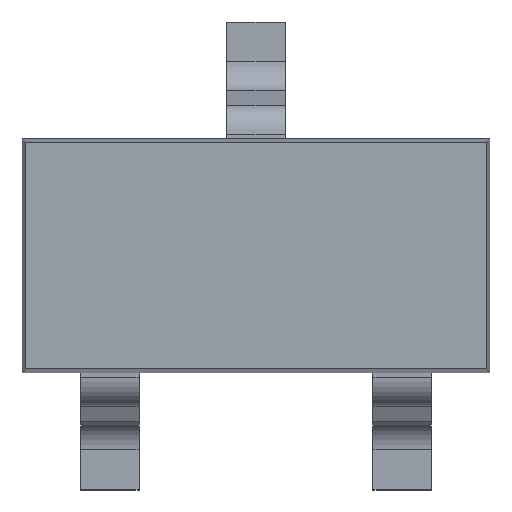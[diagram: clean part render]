
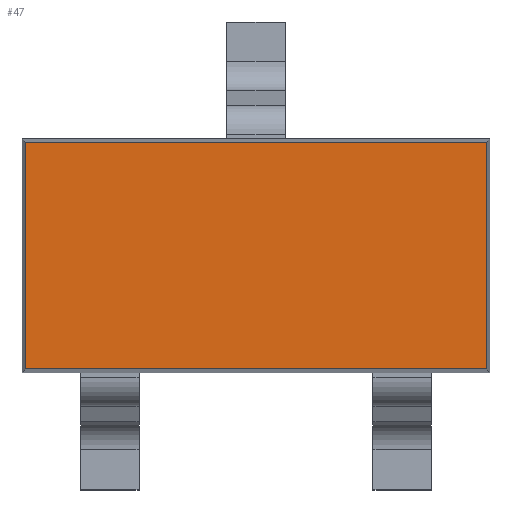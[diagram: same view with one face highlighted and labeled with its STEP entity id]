
A CAD part, top view. The second image highlights one B-rep face of the part: STEP entity #47.
In plain terms, the highlighted planar face has unit normal (0, 0, 1).
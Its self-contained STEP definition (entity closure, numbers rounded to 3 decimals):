
#47 = ADVANCED_FACE('',(#48),#82,.T.);
#48 = FACE_BOUND('',#49,.T.);
#49 = EDGE_LOOP('',(#50,#60,#68,#76));
#50 = ORIENTED_EDGE('',*,*,#51,.T.);
#51 = EDGE_CURVE('',#52,#54,#56,.T.);
#52 = VERTEX_POINT('',#53);
#53 = CARTESIAN_POINT('',(-0.787,0.387,0.75));
#54 = VERTEX_POINT('',#55);
#55 = CARTESIAN_POINT('',(-0.787,-0.387,0.75));
#56 = LINE('',#57,#58);
#57 = CARTESIAN_POINT('',(-0.787,-0.4,0.75));
#58 = VECTOR('',#59,1.);
#59 = DIRECTION('',(0.,-1.,0.));
#60 = ORIENTED_EDGE('',*,*,#61,.T.);
#61 = EDGE_CURVE('',#54,#62,#64,.T.);
#62 = VERTEX_POINT('',#63);
#63 = CARTESIAN_POINT('',(0.787,-0.387,0.75));
#64 = LINE('',#65,#66);
#65 = CARTESIAN_POINT('',(0.8,-0.387,0.75));
#66 = VECTOR('',#67,1.);
#67 = DIRECTION('',(1.,0.,0.));
#68 = ORIENTED_EDGE('',*,*,#69,.T.);
#69 = EDGE_CURVE('',#62,#70,#72,.T.);
#70 = VERTEX_POINT('',#71);
#71 = CARTESIAN_POINT('',(0.787,0.387,0.75));
#72 = LINE('',#73,#74);
#73 = CARTESIAN_POINT('',(0.787,0.4,0.75));
#74 = VECTOR('',#75,1.);
#75 = DIRECTION('',(0.,1.,0.));
#76 = ORIENTED_EDGE('',*,*,#77,.T.);
#77 = EDGE_CURVE('',#70,#52,#78,.T.);
#78 = LINE('',#79,#80);
#79 = CARTESIAN_POINT('',(-0.8,0.387,0.75));
#80 = VECTOR('',#81,1.);
#81 = DIRECTION('',(-1.,0.,0.));
#82 = PLANE('',#83);
#83 = AXIS2_PLACEMENT_3D('',#84,#85,#86);
#84 = CARTESIAN_POINT('',(0.,0.,0.75));
#85 = DIRECTION('',(0.,0.,1.));
#86 = DIRECTION('',(1.,0.,-0.));
